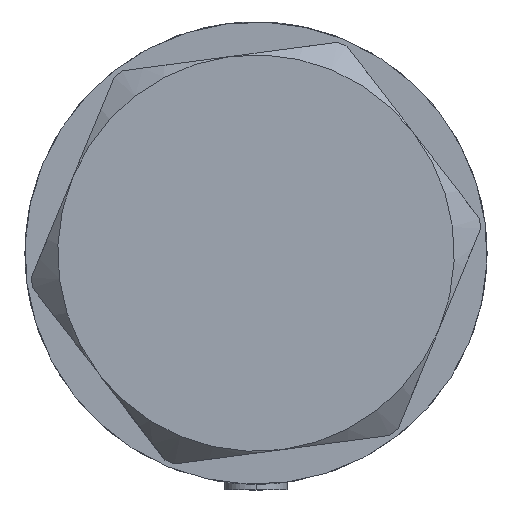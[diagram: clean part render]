
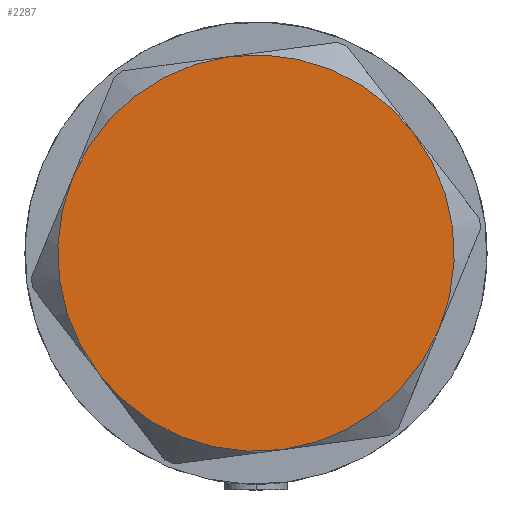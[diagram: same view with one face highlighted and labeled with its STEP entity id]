
A CAD part, left-side view. The second image highlights one B-rep face of the part: STEP entity #2287.
In plain terms, the highlighted face is planar.
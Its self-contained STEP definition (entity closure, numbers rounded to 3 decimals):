
#17 = ORIENTED_EDGE ( 'NONE', *, *, #1309, .T. ) ;
#136 = PLANE ( 'NONE',  #4630 ) ;
#148 = VERTEX_POINT ( 'NONE', #2795 ) ;
#204 = VERTEX_POINT ( 'NONE', #3748 ) ;
#282 = CARTESIAN_POINT ( 'NONE',  ( -18.875, -32.692, 13. ) ) ;
#301 = CIRCLE ( 'NONE', #3665, 37.75 ) ;
#380 = CIRCLE ( 'NONE', #3120, 37.75 ) ;
#438 = DIRECTION ( 'NONE',  ( 1., 0., 0. ) ) ;
#549 = CIRCLE ( 'NONE', #2036, 37.75 ) ;
#808 = EDGE_CURVE ( 'NONE', #4401, #1518, #4441, .T. ) ;
#879 = DIRECTION ( 'NONE',  ( 1., 0., 0. ) ) ;
#883 = DIRECTION ( 'NONE',  ( 1., 0., 0. ) ) ;
#887 = FACE_OUTER_BOUND ( 'NONE', #2410, .T. ) ;
#1032 = ORIENTED_EDGE ( 'NONE', *, *, #2506, .T. ) ;
#1091 = ORIENTED_EDGE ( 'NONE', *, *, #3539, .T. ) ;
#1255 = VERTEX_POINT ( 'NONE', #4632 ) ;
#1309 = EDGE_CURVE ( 'NONE', #148, #4401, #4774, .T. ) ;
#1501 = DIRECTION ( 'NONE',  ( 0., 0., 1. ) ) ;
#1515 = DIRECTION ( 'NONE',  ( 0., 0., 1. ) ) ;
#1518 = VERTEX_POINT ( 'NONE', #282 ) ;
#1714 = DIRECTION ( 'NONE',  ( 0., 0., 1. ) ) ;
#1813 = EDGE_CURVE ( 'NONE', #1518, #1255, #380, .T. ) ;
#1946 = CARTESIAN_POINT ( 'NONE',  ( 37.75, 0., 13. ) ) ;
#1991 = VERTEX_POINT ( 'NONE', #1946 ) ;
#2036 = AXIS2_PLACEMENT_3D ( 'NONE', #2934, #1501, #3303 ) ;
#2287 = ADVANCED_FACE ( 'NONE', ( #887 ), #136, .T. ) ;
#2407 = CARTESIAN_POINT ( 'NONE',  ( 0., 0., 13. ) ) ;
#2410 = EDGE_LOOP ( 'NONE', ( #2869, #1032, #1091, #17, #3393, #4093 ) ) ;
#2457 = DIRECTION ( 'NONE',  ( 0., 0., 1. ) ) ;
#2460 = DIRECTION ( 'NONE',  ( 0., 0., 1. ) ) ;
#2481 = CARTESIAN_POINT ( 'NONE',  ( -37.75, 0., 13. ) ) ;
#2495 = CIRCLE ( 'NONE', #2497, 37.75 ) ;
#2497 = AXIS2_PLACEMENT_3D ( 'NONE', #2407, #1515, #4528 ) ;
#2506 = EDGE_CURVE ( 'NONE', #1991, #204, #549, .T. ) ;
#2723 = DIRECTION ( 'NONE',  ( 0., 0., 1. ) ) ;
#2795 = CARTESIAN_POINT ( 'NONE',  ( -18.875, 32.692, 13. ) ) ;
#2869 = ORIENTED_EDGE ( 'NONE', *, *, #4556, .T. ) ;
#2934 = CARTESIAN_POINT ( 'NONE',  ( 0., 0., 13. ) ) ;
#3022 = AXIS2_PLACEMENT_3D ( 'NONE', #3776, #3026, #883 ) ;
#3026 = DIRECTION ( 'NONE',  ( 0., 0., 1. ) ) ;
#3100 = CARTESIAN_POINT ( 'NONE',  ( 0., 0., 13. ) ) ;
#3120 = AXIS2_PLACEMENT_3D ( 'NONE', #3619, #2457, #3223 ) ;
#3213 = DIRECTION ( 'NONE',  ( 1., 0., 0. ) ) ;
#3223 = DIRECTION ( 'NONE',  ( 1., 0., 0. ) ) ;
#3266 = AXIS2_PLACEMENT_3D ( 'NONE', #3948, #1714, #3213 ) ;
#3303 = DIRECTION ( 'NONE',  ( 1., 0., 0. ) ) ;
#3393 = ORIENTED_EDGE ( 'NONE', *, *, #808, .T. ) ;
#3539 = EDGE_CURVE ( 'NONE', #204, #148, #301, .T. ) ;
#3619 = CARTESIAN_POINT ( 'NONE',  ( 0., 0., 13. ) ) ;
#3665 = AXIS2_PLACEMENT_3D ( 'NONE', #3100, #2460, #879 ) ;
#3748 = CARTESIAN_POINT ( 'NONE',  ( 18.875, 32.692, 13. ) ) ;
#3776 = CARTESIAN_POINT ( 'NONE',  ( 0., 0., 13. ) ) ;
#3832 = CARTESIAN_POINT ( 'NONE',  ( 0., 0., 13. ) ) ;
#3948 = CARTESIAN_POINT ( 'NONE',  ( 0., 0., 13. ) ) ;
#4093 = ORIENTED_EDGE ( 'NONE', *, *, #1813, .T. ) ;
#4401 = VERTEX_POINT ( 'NONE', #2481 ) ;
#4441 = CIRCLE ( 'NONE', #3022, 37.75 ) ;
#4528 = DIRECTION ( 'NONE',  ( 1., 0., 0. ) ) ;
#4556 = EDGE_CURVE ( 'NONE', #1255, #1991, #2495, .T. ) ;
#4630 = AXIS2_PLACEMENT_3D ( 'NONE', #3832, #2723, #438 ) ;
#4632 = CARTESIAN_POINT ( 'NONE',  ( 18.875, -32.692, 13. ) ) ;
#4774 = CIRCLE ( 'NONE', #3266, 37.75 ) ;
